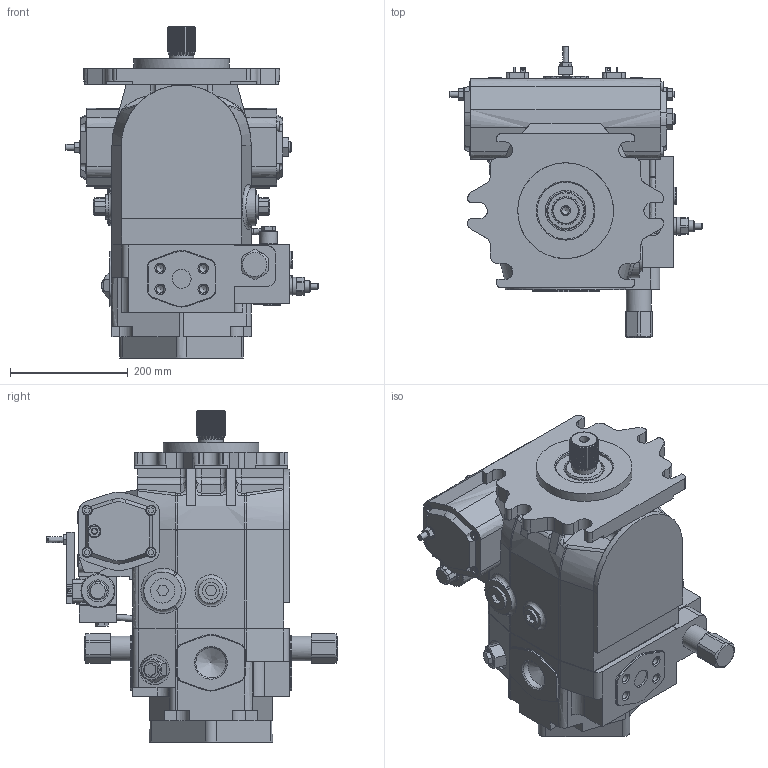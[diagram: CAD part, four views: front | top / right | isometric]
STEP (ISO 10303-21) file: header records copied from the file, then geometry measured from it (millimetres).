
FILE_DESCRIPTION(('FreeCAD Model'),'2;1');
FILE_NAME('Open CASCADE Shape Model','2025-04-17T05:17:44',('FreeCAD'),( 'FreeCAD'),'Open CASCADE STEP processor 7.6','FreeCAD','Unknown');
FILE_SCHEMA(('AUTOMOTIVE_DESIGN { 1 0 10303 214 1 1 1 1 }'));
Products named in the file (1): Open CASCADE STEP translator 7.6 1
Bounding box: 428.71 x 493.63 x 563.01 mm (x, y, z)
Volume: 55361090.4 mm3; surface area: 2152930.7 mm2
Topology: 10 solids, 14 shells, 2359 faces, 5988 edges, 3873 vertices
Faces by surface type: bspline 2359
Entity records: 73288 total; most frequent: CARTESIAN_POINT 38299, ORIENTED_EDGE 11938, EDGE_CURVE 5969, B_SPLINE_CURVE_WITH_KNOTS 4114, VERTEX_POINT 3873, FACE_BOUND 2624, EDGE_LOOP 2624, ADVANCED_FACE 2359
